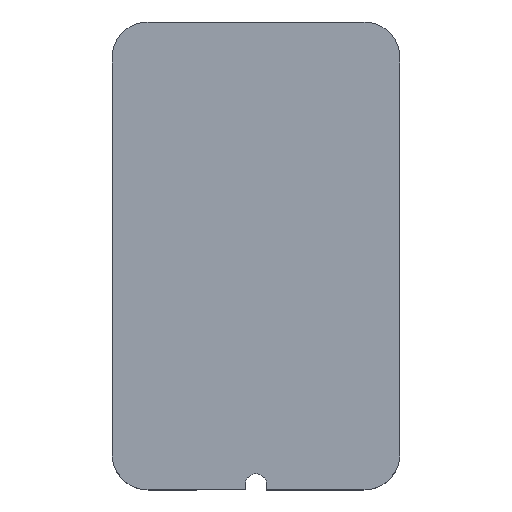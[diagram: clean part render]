
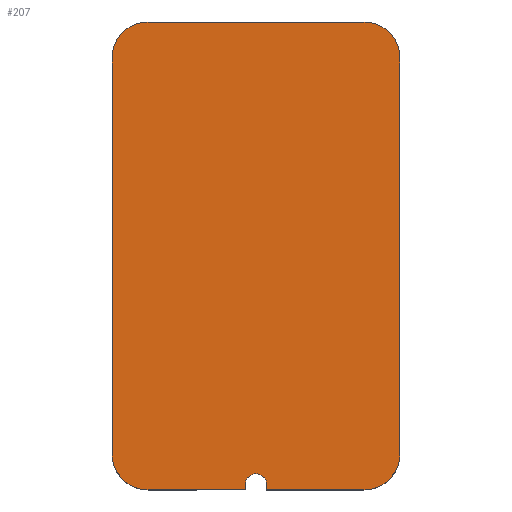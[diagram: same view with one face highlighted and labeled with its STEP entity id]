
A CAD part, top view. The second image highlights one B-rep face of the part: STEP entity #207.
In plain terms, the highlighted planar face has unit normal (0, 0, 1).
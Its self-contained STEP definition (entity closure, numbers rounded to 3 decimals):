
#10 = CARTESIAN_POINT ( 'NONE',  ( -30., -52.5, 20. ) ) ;
#22 = ORIENTED_EDGE ( 'NONE', *, *, #398, .F. ) ;
#27 = EDGE_CURVE ( 'NONE', #271, #1110, #378, .T. ) ;
#34 = AXIS2_PLACEMENT_3D ( 'NONE', #10, #1216, #783 ) ;
#38 = LINE ( 'NONE', #146, #1283 ) ;
#52 = CARTESIAN_POINT ( 'NONE',  ( -40., -52.5, 20. ) ) ;
#56 = EDGE_CURVE ( 'NONE', #934, #271, #149, .T. ) ;
#61 = VECTOR ( 'NONE', #485, 1000. ) ;
#69 = DIRECTION ( 'NONE',  ( 0., 0., 1. ) ) ;
#73 = DIRECTION ( 'NONE',  ( 0., 0., 1. ) ) ;
#107 = CIRCLE ( 'NONE', #1027, 3. ) ;
#122 = CARTESIAN_POINT ( 'NONE',  ( -40., 57.5, 20. ) ) ;
#123 = EDGE_CURVE ( 'NONE', #1292, #775, #606, .T. ) ;
#141 = CARTESIAN_POINT ( 'NONE',  ( 30., 67.5, 20. ) ) ;
#146 = CARTESIAN_POINT ( 'NONE',  ( 40., 67.5, 20. ) ) ;
#149 = CIRCLE ( 'NONE', #879, 10. ) ;
#168 = EDGE_CURVE ( 'NONE', #632, #1017, #658, .T. ) ;
#184 = DIRECTION ( 'NONE',  ( 0., 1., 0. ) ) ;
#207 = ADVANCED_FACE ( 'NONE', ( #1189 ), #1121, .T. ) ;
#213 = ORIENTED_EDGE ( 'NONE', *, *, #1393, .F. ) ;
#259 = CARTESIAN_POINT ( 'NONE',  ( -3., -61., 20. ) ) ;
#271 = VERTEX_POINT ( 'NONE', #141 ) ;
#305 = CARTESIAN_POINT ( 'NONE',  ( 3., -61., 20. ) ) ;
#313 = VECTOR ( 'NONE', #184, 1000. ) ;
#334 = AXIS2_PLACEMENT_3D ( 'NONE', #1052, #73, #955 ) ;
#349 = DIRECTION ( 'NONE',  ( 0., 0., 1. ) ) ;
#361 = ORIENTED_EDGE ( 'NONE', *, *, #402, .F. ) ;
#368 = EDGE_CURVE ( 'NONE', #426, #380, #1302, .T. ) ;
#378 = LINE ( 'NONE', #891, #1339 ) ;
#380 = VERTEX_POINT ( 'NONE', #1377 ) ;
#381 = EDGE_CURVE ( 'NONE', #1110, #632, #1053, .T. ) ;
#383 = DIRECTION ( 'NONE',  ( 1., 0., 0. ) ) ;
#395 = VECTOR ( 'NONE', #411, 1000. ) ;
#398 = EDGE_CURVE ( 'NONE', #1361, #775, #1324, .T. ) ;
#402 = EDGE_CURVE ( 'NONE', #426, #1163, #738, .T. ) ;
#411 = DIRECTION ( 'NONE',  ( 0., -1., 0. ) ) ;
#426 = VERTEX_POINT ( 'NONE', #737 ) ;
#429 = ORIENTED_EDGE ( 'NONE', *, *, #683, .T. ) ;
#437 = DIRECTION ( 'NONE',  ( -1., 0., 0. ) ) ;
#453 = CIRCLE ( 'NONE', #1135, 10. ) ;
#485 = DIRECTION ( 'NONE',  ( 0., -1., 0. ) ) ;
#536 = ORIENTED_EDGE ( 'NONE', *, *, #1203, .T. ) ;
#555 = ORIENTED_EDGE ( 'NONE', *, *, #56, .T. ) ;
#560 = DIRECTION ( 'NONE',  ( 1., 0., 0. ) ) ;
#566 = DIRECTION ( 'NONE',  ( 1., 0., 0. ) ) ;
#586 = VECTOR ( 'NONE', #730, 1000. ) ;
#594 = ORIENTED_EDGE ( 'NONE', *, *, #1290, .T. ) ;
#606 = LINE ( 'NONE', #992, #915 ) ;
#623 = ORIENTED_EDGE ( 'NONE', *, *, #123, .T. ) ;
#632 = VERTEX_POINT ( 'NONE', #122 ) ;
#658 = LINE ( 'NONE', #1343, #61 ) ;
#683 = EDGE_CURVE ( 'NONE', #1017, #1292, #687, .T. ) ;
#687 = CIRCLE ( 'NONE', #34, 10. ) ;
#707 = DIRECTION ( 'NONE',  ( 0., 1., 0. ) ) ;
#711 = DIRECTION ( 'NONE',  ( 0., 0., 1. ) ) ;
#730 = DIRECTION ( 'NONE',  ( 1., 0., 0. ) ) ;
#733 = CARTESIAN_POINT ( 'NONE',  ( 40., -52.5, 20. ) ) ;
#737 = CARTESIAN_POINT ( 'NONE',  ( 3., -62.5, 20. ) ) ;
#738 = LINE ( 'NONE', #1063, #313 ) ;
#775 = VERTEX_POINT ( 'NONE', #1356 ) ;
#783 = DIRECTION ( 'NONE',  ( 1., 0., 0. ) ) ;
#786 = ORIENTED_EDGE ( 'NONE', *, *, #168, .T. ) ;
#817 = CARTESIAN_POINT ( 'NONE',  ( 0., -61., 20. ) ) ;
#847 = DIRECTION ( 'NONE',  ( 1., 0., 0. ) ) ;
#861 = CARTESIAN_POINT ( 'NONE',  ( 30., -52.5, 20. ) ) ;
#879 = AXIS2_PLACEMENT_3D ( 'NONE', #1098, #349, #560 ) ;
#891 = CARTESIAN_POINT ( 'NONE',  ( -40., 67.5, 20. ) ) ;
#909 = CARTESIAN_POINT ( 'NONE',  ( -30., -62.5, 20. ) ) ;
#915 = VECTOR ( 'NONE', #566, 1000. ) ;
#934 = VERTEX_POINT ( 'NONE', #1246 ) ;
#955 = DIRECTION ( 'NONE',  ( 1., 0., 0. ) ) ;
#958 = CARTESIAN_POINT ( 'NONE',  ( -30., 67.5, 20. ) ) ;
#992 = CARTESIAN_POINT ( 'NONE',  ( -40., -62.5, 20. ) ) ;
#1017 = VERTEX_POINT ( 'NONE', #52 ) ;
#1022 = EDGE_LOOP ( 'NONE', ( #623, #22, #213, #361, #1376, #536, #594, #555, #1248, #1177, #786, #429 ) ) ;
#1027 = AXIS2_PLACEMENT_3D ( 'NONE', #817, #711, #383 ) ;
#1043 = VERTEX_POINT ( 'NONE', #733 ) ;
#1046 = AXIS2_PLACEMENT_3D ( 'NONE', #1350, #1228, #1224 ) ;
#1052 = CARTESIAN_POINT ( 'NONE',  ( -30., 57.5, 20. ) ) ;
#1053 = CIRCLE ( 'NONE', #334, 10. ) ;
#1063 = CARTESIAN_POINT ( 'NONE',  ( 3., -61., 20. ) ) ;
#1098 = CARTESIAN_POINT ( 'NONE',  ( 30., 57.5, 20. ) ) ;
#1110 = VERTEX_POINT ( 'NONE', #958 ) ;
#1121 = PLANE ( 'NONE',  #1046 ) ;
#1135 = AXIS2_PLACEMENT_3D ( 'NONE', #861, #69, #847 ) ;
#1154 = CARTESIAN_POINT ( 'NONE',  ( -40., -62.5, 20. ) ) ;
#1163 = VERTEX_POINT ( 'NONE', #305 ) ;
#1177 = ORIENTED_EDGE ( 'NONE', *, *, #381, .T. ) ;
#1189 = FACE_OUTER_BOUND ( 'NONE', #1022, .T. ) ;
#1203 = EDGE_CURVE ( 'NONE', #380, #1043, #453, .T. ) ;
#1216 = DIRECTION ( 'NONE',  ( 0., 0., 1. ) ) ;
#1224 = DIRECTION ( 'NONE',  ( 1., 0., 0. ) ) ;
#1228 = DIRECTION ( 'NONE',  ( 0., 0., 1. ) ) ;
#1246 = CARTESIAN_POINT ( 'NONE',  ( 40., 57.5, 20. ) ) ;
#1248 = ORIENTED_EDGE ( 'NONE', *, *, #27, .T. ) ;
#1269 = CARTESIAN_POINT ( 'NONE',  ( -3., -61., 20. ) ) ;
#1283 = VECTOR ( 'NONE', #707, 1000. ) ;
#1290 = EDGE_CURVE ( 'NONE', #1043, #934, #38, .T. ) ;
#1292 = VERTEX_POINT ( 'NONE', #909 ) ;
#1302 = LINE ( 'NONE', #1154, #586 ) ;
#1324 = LINE ( 'NONE', #1269, #395 ) ;
#1339 = VECTOR ( 'NONE', #437, 1000. ) ;
#1343 = CARTESIAN_POINT ( 'NONE',  ( -40., 67.5, 20. ) ) ;
#1350 = CARTESIAN_POINT ( 'NONE',  ( 0., 0., 20. ) ) ;
#1356 = CARTESIAN_POINT ( 'NONE',  ( -3., -62.5, 20. ) ) ;
#1361 = VERTEX_POINT ( 'NONE', #259 ) ;
#1376 = ORIENTED_EDGE ( 'NONE', *, *, #368, .T. ) ;
#1377 = CARTESIAN_POINT ( 'NONE',  ( 30., -62.5, 20. ) ) ;
#1393 = EDGE_CURVE ( 'NONE', #1163, #1361, #107, .T. ) ;
